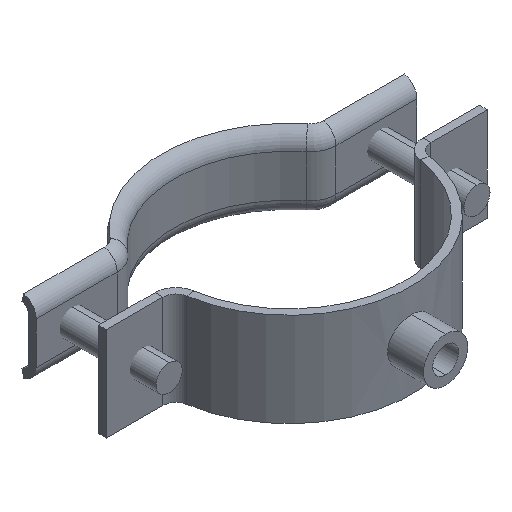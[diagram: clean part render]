
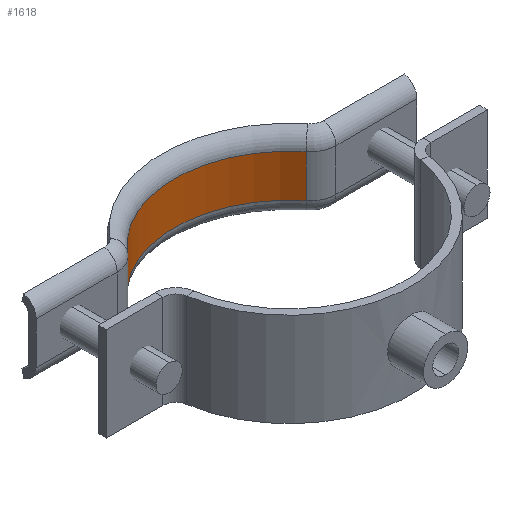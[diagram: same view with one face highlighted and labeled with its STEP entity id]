
A CAD part, isometric view. The second image highlights one B-rep face of the part: STEP entity #1618.
In plain terms, the highlighted cylindrical face has radius 22 mm (diameter 44 mm), a partial arc.
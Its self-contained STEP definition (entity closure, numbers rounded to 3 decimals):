
#31 = CARTESIAN_POINT ( 'NONE',  ( 17.092, -8.148, -4.061 ) ) ;
#65 = EDGE_CURVE ( 'NONE', #2215, #1352, #145, .T. ) ;
#145 = LINE ( 'NONE', #2864, #447 ) ;
#159 = VECTOR ( 'NONE', #1264, 1000. ) ;
#437 = AXIS2_PLACEMENT_3D ( 'NONE', #1350, #1304, #1365 ) ;
#447 = VECTOR ( 'NONE', #2689, 1000. ) ;
#463 = CARTESIAN_POINT ( 'NONE',  ( 17.092, -8.148, 4.061 ) ) ;
#481 = DIRECTION ( 'NONE',  ( -1., 0., 0. ) ) ;
#482 = DIRECTION ( 'NONE',  ( 0., 0., -1. ) ) ;
#489 = CARTESIAN_POINT ( 'NONE',  ( 0., -22., -4.061 ) ) ;
#496 = CARTESIAN_POINT ( 'NONE',  ( 0., -22., 4.061 ) ) ;
#608 = ORIENTED_EDGE ( 'NONE', *, *, #65, .T. ) ;
#625 = CARTESIAN_POINT ( 'NONE',  ( -17.092, -8.148, -4.061 ) ) ;
#722 = DIRECTION ( 'NONE',  ( -1., 0., 0. ) ) ;
#752 = ORIENTED_EDGE ( 'NONE', *, *, #2861, .F. ) ;
#761 = EDGE_CURVE ( 'NONE', #1352, #907, #2261, .T. ) ;
#778 = LINE ( 'NONE', #1255, #159 ) ;
#814 = AXIS2_PLACEMENT_3D ( 'NONE', #489, #482, #481 ) ;
#833 = VERTEX_POINT ( 'NONE', #463 ) ;
#907 = VERTEX_POINT ( 'NONE', #31 ) ;
#1255 = CARTESIAN_POINT ( 'NONE',  ( 17.092, -8.148, -4.061 ) ) ;
#1264 = DIRECTION ( 'NONE',  ( 0., 0., -1. ) ) ;
#1267 = CIRCLE ( 'NONE', #2430, 22. ) ;
#1304 = DIRECTION ( 'NONE',  ( 0., 0., -1. ) ) ;
#1350 = CARTESIAN_POINT ( 'NONE',  ( 0., -22., 0. ) ) ;
#1352 = VERTEX_POINT ( 'NONE', #625 ) ;
#1354 = CYLINDRICAL_SURFACE ( 'NONE', #437, 22. ) ;
#1365 = DIRECTION ( 'NONE',  ( -1., 0., 0. ) ) ;
#1391 = ORIENTED_EDGE ( 'NONE', *, *, #2320, .F. ) ;
#1498 = FACE_OUTER_BOUND ( 'NONE', #1982, .T. ) ;
#1618 = ADVANCED_FACE ( 'NONE', ( #1498 ), #1354, .F. ) ;
#1982 = EDGE_LOOP ( 'NONE', ( #608, #2016, #1391, #752 ) ) ;
#2016 = ORIENTED_EDGE ( 'NONE', *, *, #761, .T. ) ;
#2069 = DIRECTION ( 'NONE',  ( 0., 0., -1. ) ) ;
#2215 = VERTEX_POINT ( 'NONE', #2640 ) ;
#2261 = CIRCLE ( 'NONE', #814, 22. ) ;
#2320 = EDGE_CURVE ( 'NONE', #833, #907, #778, .T. ) ;
#2430 = AXIS2_PLACEMENT_3D ( 'NONE', #496, #2069, #722 ) ;
#2640 = CARTESIAN_POINT ( 'NONE',  ( -17.092, -8.148, 4.061 ) ) ;
#2689 = DIRECTION ( 'NONE',  ( 0., 0., -1. ) ) ;
#2861 = EDGE_CURVE ( 'NONE', #2215, #833, #1267, .T. ) ;
#2864 = CARTESIAN_POINT ( 'NONE',  ( -17.092, -8.148, -4.061 ) ) ;
